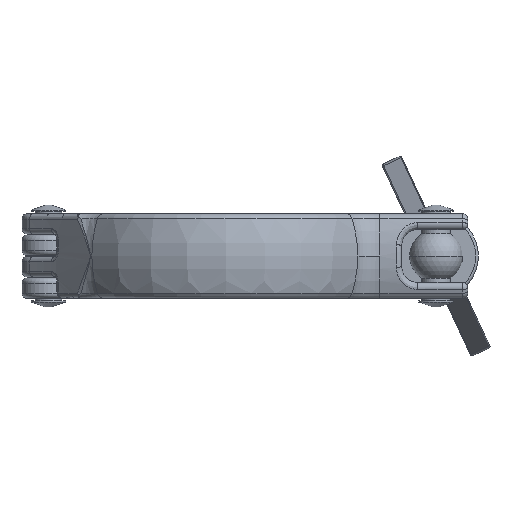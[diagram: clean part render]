
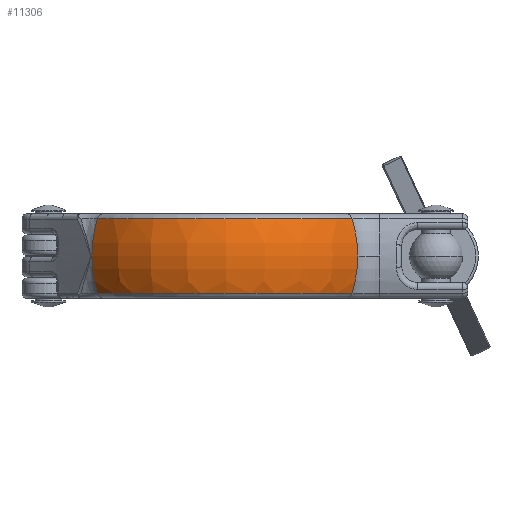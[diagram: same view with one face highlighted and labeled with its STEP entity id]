
A CAD part, front view. The second image highlights one B-rep face of the part: STEP entity #11306.
In plain terms, the highlighted toroidal (fillet/blend) face has major radius 10.25 mm and minor radius 20 mm.
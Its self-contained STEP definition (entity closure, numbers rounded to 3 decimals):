
#59 = CARTESIAN_POINT ( 'NONE',  ( -8.4, -5.874, 0. ) ) ;
#314 = DIRECTION ( 'NONE',  ( 1., 0., 0. ) ) ;
#429 = ORIENTED_EDGE ( 'NONE', *, *, #2213, .F. ) ;
#495 = DIRECTION ( 'NONE',  ( 0.573, -0.82, 0. ) ) ;
#751 = ORIENTED_EDGE ( 'NONE', *, *, #5221, .T. ) ;
#911 = AXIS2_PLACEMENT_3D ( 'NONE', #1950, #4225, #12662 ) ;
#1547 = CIRCLE ( 'NONE', #5051, 28.975 ) ;
#1695 = DIRECTION ( 'NONE',  ( 1., 0., 0. ) ) ;
#1950 = CARTESIAN_POINT ( 'NONE',  ( 8.634, -5.525, 0. ) ) ;
#2213 = EDGE_CURVE ( 'NONE', #3700, #4357, #3912, .T. ) ;
#2376 = VERTEX_POINT ( 'NONE', #10727 ) ;
#2504 = ORIENTED_EDGE ( 'NONE', *, *, #11439, .T. ) ;
#2917 = CARTESIAN_POINT ( 'NONE',  ( 8.634, -5.525, 0. ) ) ;
#3069 = AXIS2_PLACEMENT_3D ( 'NONE', #7697, #495, #13661 ) ;
#3075 = CIRCLE ( 'NONE', #3307, 20. ) ;
#3222 = DIRECTION ( 'NONE',  ( 0.539, 0.842, 0. ) ) ;
#3307 = AXIS2_PLACEMENT_3D ( 'NONE', #59, #12759, #9432 ) ;
#3531 = VERTEX_POINT ( 'NONE', #10775 ) ;
#3700 = VERTEX_POINT ( 'NONE', #7908 ) ;
#3912 = CIRCLE ( 'NONE', #911, 20. ) ;
#4088 = CARTESIAN_POINT ( 'NONE',  ( 0., 0., 0. ) ) ;
#4225 = DIRECTION ( 'NONE',  ( 0.539, 0.842, 0. ) ) ;
#4327 = CARTESIAN_POINT ( 'NONE',  ( 0., 0., -7.027 ) ) ;
#4357 = VERTEX_POINT ( 'NONE', #9670 ) ;
#5051 = AXIS2_PLACEMENT_3D ( 'NONE', #10170, #12486, #1695 ) ;
#5221 = EDGE_CURVE ( 'NONE', #7551, #14953, #9779, .T. ) ;
#7064 = ORIENTED_EDGE ( 'NONE', *, *, #9021, .F. ) ;
#7551 = VERTEX_POINT ( 'NONE', #13545 ) ;
#7697 = CARTESIAN_POINT ( 'NONE',  ( -8.4, -5.874, 0. ) ) ;
#7803 = AXIS2_PLACEMENT_3D ( 'NONE', #4088, #14409, #314 ) ;
#7908 = CARTESIAN_POINT ( 'NONE',  ( 25.48, -16.305, 0. ) ) ;
#7988 = DIRECTION ( 'NONE',  ( 0.842, -0.539, 0. ) ) ;
#8774 = TOROIDAL_SURFACE ( 'NONE', #7803, 10.25, 20. ) ;
#8820 = FACE_OUTER_BOUND ( 'NONE', #13264, .T. ) ;
#8840 = CIRCLE ( 'NONE', #10086, 28.975 ) ;
#9021 = EDGE_CURVE ( 'NONE', #7551, #3531, #1547, .T. ) ;
#9432 = DIRECTION ( 'NONE',  ( -0.82, -0.573, 0. ) ) ;
#9670 = CARTESIAN_POINT ( 'NONE',  ( 24.406, -15.618, -7.027 ) ) ;
#9681 = CARTESIAN_POINT ( 'NONE',  ( -24.79, -17.335, 0. ) ) ;
#9779 = CIRCLE ( 'NONE', #3069, 20. ) ;
#10086 = AXIS2_PLACEMENT_3D ( 'NONE', #4327, #14952, #12832 ) ;
#10170 = CARTESIAN_POINT ( 'NONE',  ( 0., 0., 7.027 ) ) ;
#10549 = CIRCLE ( 'NONE', #13268, 20. ) ;
#10727 = CARTESIAN_POINT ( 'NONE',  ( -23.746, -16.604, -7.027 ) ) ;
#10775 = CARTESIAN_POINT ( 'NONE',  ( 24.406, -15.618, 7.027 ) ) ;
#11306 = ADVANCED_FACE ( 'NONE', ( #8820 ), #8774, .T. ) ;
#11439 = EDGE_CURVE ( 'NONE', #14953, #2376, #3075, .T. ) ;
#12358 = EDGE_CURVE ( 'NONE', #3531, #3700, #10549, .T. ) ;
#12486 = DIRECTION ( 'NONE',  ( 0., 0., 1. ) ) ;
#12662 = DIRECTION ( 'NONE',  ( 0.842, -0.539, 0. ) ) ;
#12759 = DIRECTION ( 'NONE',  ( 0.573, -0.82, 0. ) ) ;
#12832 = DIRECTION ( 'NONE',  ( 1., 0., 0. ) ) ;
#13264 = EDGE_LOOP ( 'NONE', ( #751, #2504, #13820, #429, #14206, #7064 ) ) ;
#13268 = AXIS2_PLACEMENT_3D ( 'NONE', #2917, #3222, #7988 ) ;
#13545 = CARTESIAN_POINT ( 'NONE',  ( -23.746, -16.604, 7.027 ) ) ;
#13661 = DIRECTION ( 'NONE',  ( -0.82, -0.573, 0. ) ) ;
#13820 = ORIENTED_EDGE ( 'NONE', *, *, #15108, .T. ) ;
#14206 = ORIENTED_EDGE ( 'NONE', *, *, #12358, .F. ) ;
#14409 = DIRECTION ( 'NONE',  ( 0., 0., 1. ) ) ;
#14952 = DIRECTION ( 'NONE',  ( 0., 0., 1. ) ) ;
#14953 = VERTEX_POINT ( 'NONE', #9681 ) ;
#15108 = EDGE_CURVE ( 'NONE', #2376, #4357, #8840, .T. ) ;
